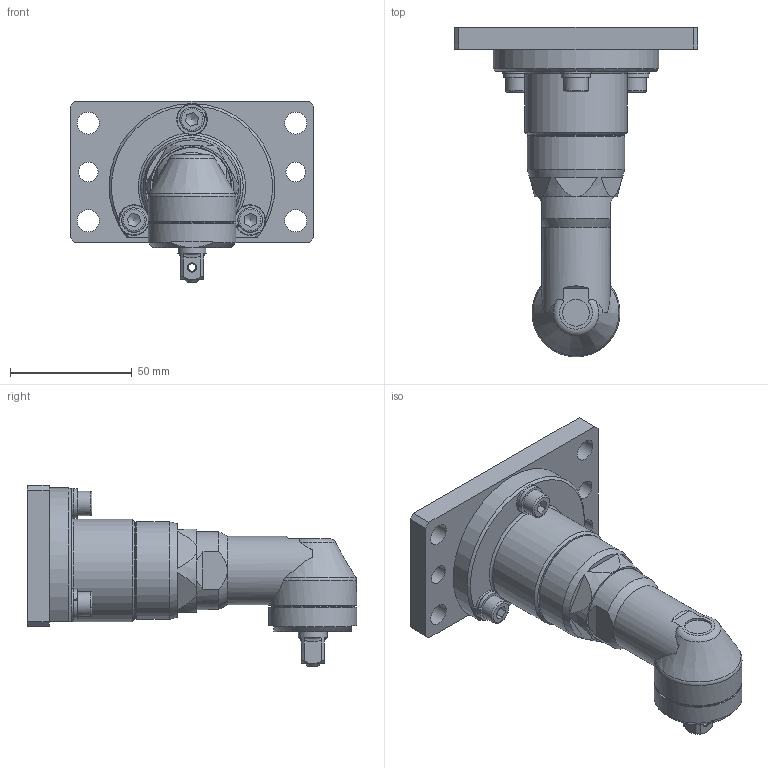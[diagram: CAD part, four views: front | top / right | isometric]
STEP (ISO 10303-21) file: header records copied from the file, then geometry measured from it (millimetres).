
FILE_DESCRIPTION(/* description */ (''),/* implementation_level */ '2;1');
FILE_NAME(/* name */ 'RA040-CFT(DS-N057).stp',/* time_stamp */ '2019-10-28T14:58:55+09:00',/* author */ ('y-mizuno'),/* organization */ (''),/* preprocessor_version */ 'ST-DEVELOPER v17',/* originating_system */ 'Autodesk Inventor 2019',/* authorisation */ '');
FILE_SCHEMA (('AUTOMOTIVE_DESIGN { 1 0 10303 214 3 1 1 }'));
Length unit declared in the file: millimetre
Products named in the file (1): RA040-CFT(DS-N057)_Shrinkwrap_1
Bounding box: 100 x 135 x 74.48 mm (x, y, z)
Volume: 173743.4 mm3; surface area: 45029.5 mm2
Topology: 1 solids, 2 shells, 258 faces, 704 edges, 472 vertices
Faces by surface type: plane 130, cylinder 78, cone 35, torus 11, bspline 4
Full cylindrical faces by diameter (mm): 1.5 x1, 3.18 x1, 4.917 x3, 5.5 x3, 6 x3, 6.4 x3, 8 x2, 9 x4, 9.5 x3, 10 x3, 11 x1, 11.8 x1, 12.5 x3, 13.2 x1, 14 x1, 22 x1, 24 x1, 28 x3, 31 x1, 32.5 x1, 34 x1, 34.2 x1, 36 x3, 38 x1, 38.2 x1, 39 x2, 40 x1, 42 x1
Entity records: 9277 total; most frequent: CARTESIAN_POINT 2259, DIRECTION 1496, ORIENTED_EDGE 1400, EDGE_CURVE 700, AXIS2_PLACEMENT_3D 635, VERTEX_POINT 472, CIRCLE 359, EDGE_LOOP 312
